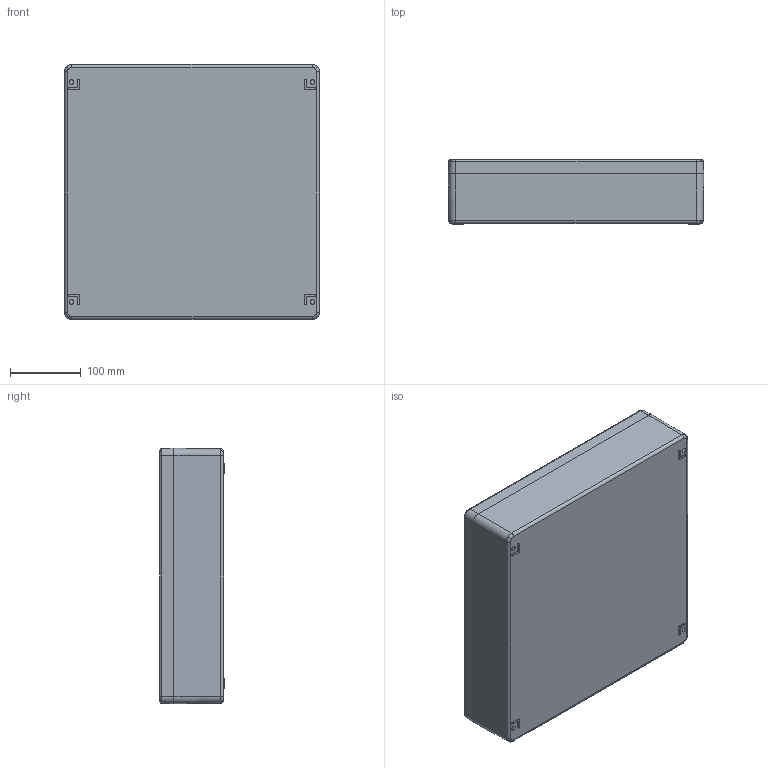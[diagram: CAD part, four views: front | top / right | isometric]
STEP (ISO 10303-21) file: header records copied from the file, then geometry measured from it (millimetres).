
FILE_DESCRIPTION (( 'STEP AP214' ), '1' );
FILE_NAME ('02363609.STEP', '2008-08-14T14:12:04', ( ' ' ), ( '' ), 'SwSTEP 2.0', 'SolidWorks 2008', '' );
FILE_SCHEMA (( 'AUTOMOTIVE_DESIGN' ));
Length unit declared in the file: millimetre
Products named in the file (8): 21145-Unterteil_Standard; 86222_Standard; 86224_Standard; 21145-Deckel_Standard; 82005_Standard; 93135_Standard; 02363609
Assembly tree (22 placements, depth 3):
  02363609
    82005_Standard
    93135_Standard  x4
    21145-Deckel_Standard
    21145-Unterteil_Standard
      86222_Standard  x10
      86224_Standard  x4
      21145-Unterteil_Standard
Bounding box: 360 x 91 x 360 mm (x, y, z)
Volume: 2266422.9 mm3; surface area: 788481.5 mm2
Topology: 21 solids, 21 shells, 1396 faces, 3296 edges, 1990 vertices
Faces by surface type: plane 458, cylinder 366, cone 264, bspline 200, torus 96, sphere 12
Entity records: 30438 total; most frequent: CARTESIAN_POINT 12836, ORIENTED_EDGE 3896, DIRECTION 3408, EDGE_CURVE 1948, AXIS2_PLACEMENT_3D 1348, VERTEX_POINT 1168, EDGE_LOOP 900, ADVANCED_FACE 838
